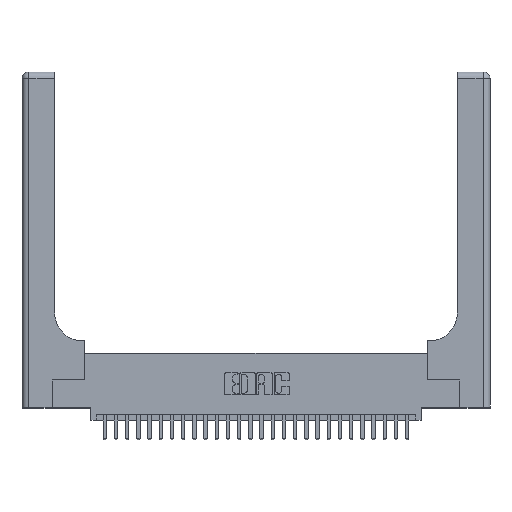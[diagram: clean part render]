
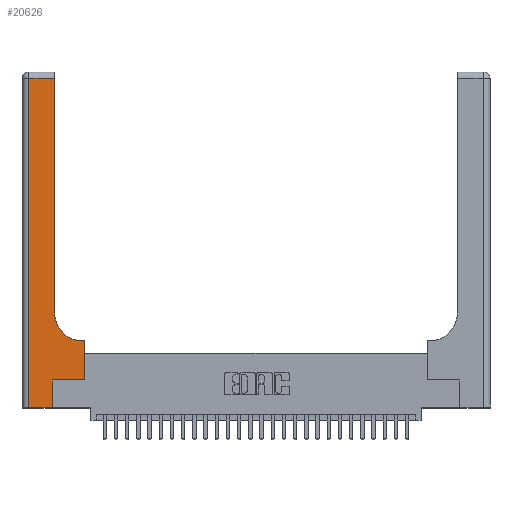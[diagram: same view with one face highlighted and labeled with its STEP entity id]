
A CAD part, top view. The second image highlights one B-rep face of the part: STEP entity #20626.
In plain terms, the highlighted planar face has unit normal (0, 0, 1).
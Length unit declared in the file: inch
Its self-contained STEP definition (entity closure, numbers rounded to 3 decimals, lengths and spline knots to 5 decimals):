
#1526 = VECTOR ( 'NONE', #3833, 39.37008 ) ;
#2469 = CARTESIAN_POINT ( 'NONE',  ( 0.5585, 0.6, 0.37 ) ) ;
#2735 = DIRECTION ( 'NONE',  ( -1., 0., 0. ) ) ;
#2800 = ORIENTED_EDGE ( 'NONE', *, *, #8477, .T. ) ;
#3201 = CARTESIAN_POINT ( 'NONE',  ( 0.2915, 2.94, 0.37 ) ) ;
#3574 = EDGE_CURVE ( 'NONE', #17232, #26814, #17805, .T. ) ;
#3833 = DIRECTION ( 'NONE',  ( 0., 1., 0. ) ) ;
#3866 = DIRECTION ( 'NONE',  ( 1., 0., 0. ) ) ;
#3956 = VECTOR ( 'NONE', #2735, 39.37008 ) ;
#5270 = ORIENTED_EDGE ( 'NONE', *, *, #3574, .T. ) ;
#5492 = VERTEX_POINT ( 'NONE', #14662 ) ;
#5895 = VERTEX_POINT ( 'NONE', #20848 ) ;
#5974 = VERTEX_POINT ( 'NONE', #19756 ) ;
#6236 = LINE ( 'NONE', #14397, #20042 ) ;
#6553 = EDGE_CURVE ( 'NONE', #28810, #17232, #28231, .T. ) ;
#7253 = VERTEX_POINT ( 'NONE', #2469 ) ;
#7389 = ORIENTED_EDGE ( 'NONE', *, *, #20397, .T. ) ;
#7861 = DIRECTION ( 'NONE',  ( -1., 0., 0. ) ) ;
#8477 = EDGE_CURVE ( 'NONE', #5974, #7253, #6236, .T. ) ;
#9597 = FACE_OUTER_BOUND ( 'NONE', #14457, .T. ) ;
#10664 = AXIS2_PLACEMENT_3D ( 'NONE', #21510, #23988, #7861 ) ;
#11108 = LINE ( 'NONE', #12472, #27055 ) ;
#11281 = ORIENTED_EDGE ( 'NONE', *, *, #11388, .T. ) ;
#11388 = EDGE_CURVE ( 'NONE', #26814, #5492, #11108, .T. ) ;
#11401 = VERTEX_POINT ( 'NONE', #3201 ) ;
#11426 = DIRECTION ( 'NONE',  ( 1., 0., 0. ) ) ;
#11585 = VERTEX_POINT ( 'NONE', #13411 ) ;
#11987 = CARTESIAN_POINT ( 'NONE',  ( 0., 2.94, 0.37 ) ) ;
#12472 = CARTESIAN_POINT ( 'NONE',  ( 0.269, 0., 0.37 ) ) ;
#12630 = DIRECTION ( 'NONE',  ( 0., -1., 0. ) ) ;
#12901 = LINE ( 'NONE', #16676, #24222 ) ;
#12997 = EDGE_CURVE ( 'NONE', #11585, #5895, #24830, .T. ) ;
#13411 = CARTESIAN_POINT ( 'NONE',  ( 0.5415, 0.6, 0.37 ) ) ;
#13994 = DIRECTION ( 'NONE',  ( -1., 0., 0. ) ) ;
#14019 = CARTESIAN_POINT ( 'NONE',  ( 0.06, 0., 0.37 ) ) ;
#14278 = CARTESIAN_POINT ( 'NONE',  ( 0.2915, 0.6, 0.37 ) ) ;
#14397 = CARTESIAN_POINT ( 'NONE',  ( 0.5585, 0.25, 0.37 ) ) ;
#14457 = EDGE_LOOP ( 'NONE', ( #28325, #7389, #22481, #5270, #11281, #27683, #2800, #23139, #17808 ) ) ;
#14662 = CARTESIAN_POINT ( 'NONE',  ( 0.269, 0.25, 0.37 ) ) ;
#14741 = DIRECTION ( 'NONE',  ( 0., 1., 0. ) ) ;
#15157 = CARTESIAN_POINT ( 'NONE',  ( 0.2915, 3., 0.37 ) ) ;
#15186 = VECTOR ( 'NONE', #13994, 39.37008 ) ;
#16676 = CARTESIAN_POINT ( 'NONE',  ( 0.269, 0.25, 0.37 ) ) ;
#16813 = DIRECTION ( 'NONE',  ( 1., 0., 0. ) ) ;
#17232 = VERTEX_POINT ( 'NONE', #14019 ) ;
#17805 = LINE ( 'NONE', #28224, #23817 ) ;
#17808 = ORIENTED_EDGE ( 'NONE', *, *, #12997, .T. ) ;
#18645 = DIRECTION ( 'NONE',  ( 0., 1., 0. ) ) ;
#19266 = AXIS2_PLACEMENT_3D ( 'NONE', #22886, #25101, #11426 ) ;
#19636 = CARTESIAN_POINT ( 'NONE',  ( 0.06, 3., 0.37 ) ) ;
#19756 = CARTESIAN_POINT ( 'NONE',  ( 0.5585, 0.25, 0.37 ) ) ;
#20042 = VECTOR ( 'NONE', #18645, 39.37008 ) ;
#20397 = EDGE_CURVE ( 'NONE', #11401, #28810, #21976, .T. ) ;
#20626 = ADVANCED_FACE ( 'NONE', ( #9597 ), #28360, .F. ) ;
#20848 = CARTESIAN_POINT ( 'NONE',  ( 0.2915, 0.85, 0.37 ) ) ;
#20990 = CARTESIAN_POINT ( 'NONE',  ( 0.269, 0., 0.37 ) ) ;
#21510 = CARTESIAN_POINT ( 'NONE',  ( 0., 3., 0.37 ) ) ;
#21976 = LINE ( 'NONE', #11987, #3956 ) ;
#22481 = ORIENTED_EDGE ( 'NONE', *, *, #6553, .T. ) ;
#22886 = CARTESIAN_POINT ( 'NONE',  ( 0.5415, 0.85, 0.37 ) ) ;
#22966 = CARTESIAN_POINT ( 'NONE',  ( 0.06, 2.94, 0.37 ) ) ;
#22971 = EDGE_CURVE ( 'NONE', #5895, #11401, #23803, .T. ) ;
#23139 = ORIENTED_EDGE ( 'NONE', *, *, #24670, .T. ) ;
#23803 = LINE ( 'NONE', #15157, #1526 ) ;
#23817 = VECTOR ( 'NONE', #16813, 39.37008 ) ;
#23988 = DIRECTION ( 'NONE',  ( 0., 0., -1. ) ) ;
#24222 = VECTOR ( 'NONE', #3866, 39.37008 ) ;
#24670 = EDGE_CURVE ( 'NONE', #7253, #11585, #27571, .T. ) ;
#24830 = CIRCLE ( 'NONE', #19266, 0.25 ) ;
#25101 = DIRECTION ( 'NONE',  ( 0., 0., -1. ) ) ;
#26814 = VERTEX_POINT ( 'NONE', #20990 ) ;
#27055 = VECTOR ( 'NONE', #14741, 39.37008 ) ;
#27571 = LINE ( 'NONE', #14278, #15186 ) ;
#27683 = ORIENTED_EDGE ( 'NONE', *, *, #28366, .T. ) ;
#28224 = CARTESIAN_POINT ( 'NONE',  ( 0., 0., 0.37 ) ) ;
#28231 = LINE ( 'NONE', #19636, #28602 ) ;
#28325 = ORIENTED_EDGE ( 'NONE', *, *, #22971, .T. ) ;
#28360 = PLANE ( 'NONE',  #10664 ) ;
#28366 = EDGE_CURVE ( 'NONE', #5492, #5974, #12901, .T. ) ;
#28602 = VECTOR ( 'NONE', #12630, 39.37008 ) ;
#28810 = VERTEX_POINT ( 'NONE', #22966 ) ;
